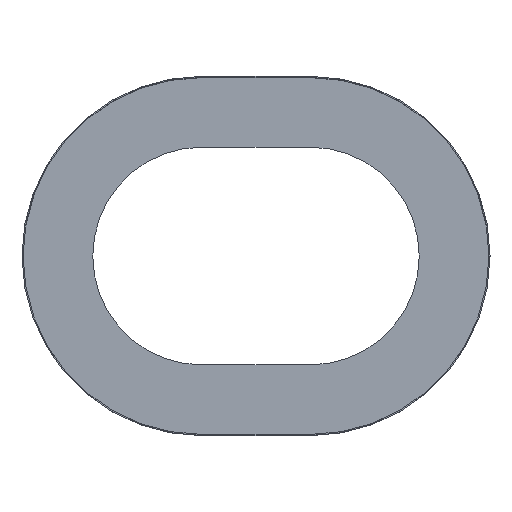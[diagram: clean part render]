
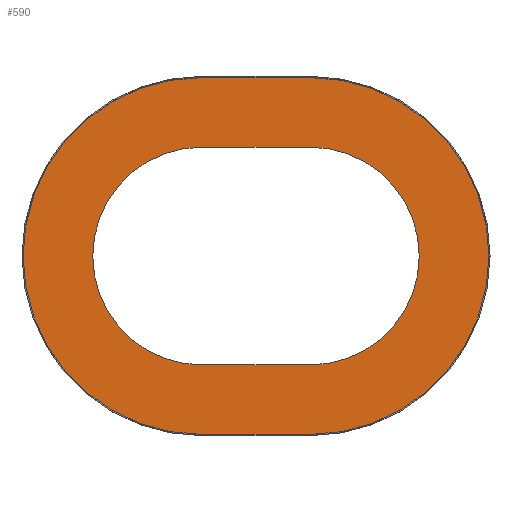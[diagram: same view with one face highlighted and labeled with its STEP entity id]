
A CAD part, top view. The second image highlights one B-rep face of the part: STEP entity #590.
In plain terms, the highlighted planar face has unit normal (0, 0, 1).
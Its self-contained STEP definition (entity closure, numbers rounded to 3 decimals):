
#7 = DIRECTION ( 'NONE',  ( 1., 0., 0. ) ) ;
#19 = AXIS2_PLACEMENT_3D ( 'NONE', #266, #506, #271 ) ;
#25 = CARTESIAN_POINT ( 'NONE',  ( 50., 0., 1. ) ) ;
#30 = CARTESIAN_POINT ( 'NONE',  ( -214., 0., 1. ) ) ;
#57 = DIRECTION ( 'NONE',  ( 0., 0., 1. ) ) ;
#60 = DIRECTION ( 'NONE',  ( 1., 0., 0. ) ) ;
#74 = VERTEX_POINT ( 'NONE', #171 ) ;
#79 = CARTESIAN_POINT ( 'NONE',  ( 50., 0., 1. ) ) ;
#86 = CARTESIAN_POINT ( 'NONE',  ( -50., 0., 1. ) ) ;
#102 = ORIENTED_EDGE ( 'NONE', *, *, #491, .F. ) ;
#118 = CARTESIAN_POINT ( 'NONE',  ( 50., -164., 1. ) ) ;
#123 = CIRCLE ( 'NONE', #664, 164. ) ;
#126 = CARTESIAN_POINT ( 'NONE',  ( 150., 0., 1. ) ) ;
#130 = DIRECTION ( 'NONE',  ( 0., 0., 1. ) ) ;
#134 = AXIS2_PLACEMENT_3D ( 'NONE', #296, #57, #234 ) ;
#137 = DIRECTION ( 'NONE',  ( 0., 0., -1. ) ) ;
#140 = EDGE_CURVE ( 'NONE', #564, #74, #404, .T. ) ;
#143 = VERTEX_POINT ( 'NONE', #525 ) ;
#151 = VERTEX_POINT ( 'NONE', #118 ) ;
#166 = VERTEX_POINT ( 'NONE', #415 ) ;
#171 = CARTESIAN_POINT ( 'NONE',  ( 50., -100., 1. ) ) ;
#178 = LINE ( 'NONE', #254, #275 ) ;
#180 = EDGE_CURVE ( 'NONE', #459, #698, #741, .T. ) ;
#186 = PLANE ( 'NONE',  #581 ) ;
#194 = DIRECTION ( 'NONE',  ( 0., 0., 1. ) ) ;
#216 = ORIENTED_EDGE ( 'NONE', *, *, #140, .F. ) ;
#232 = FACE_BOUND ( 'NONE', #394, .T. ) ;
#234 = DIRECTION ( 'NONE',  ( 1., 0., 0. ) ) ;
#246 = CARTESIAN_POINT ( 'NONE',  ( -50., -100., 1. ) ) ;
#254 = CARTESIAN_POINT ( 'NONE',  ( -50., -164., 1. ) ) ;
#255 = CIRCLE ( 'NONE', #750, 100. ) ;
#266 = CARTESIAN_POINT ( 'NONE',  ( -50., 0., 1. ) ) ;
#271 = DIRECTION ( 'NONE',  ( 1., 0., 0. ) ) ;
#275 = VECTOR ( 'NONE', #560, 1000. ) ;
#278 = ORIENTED_EDGE ( 'NONE', *, *, #740, .F. ) ;
#296 = CARTESIAN_POINT ( 'NONE',  ( -50., 0., 1. ) ) ;
#317 = VERTEX_POINT ( 'NONE', #731 ) ;
#338 = LINE ( 'NONE', #509, #437 ) ;
#351 = EDGE_LOOP ( 'NONE', ( #550, #747, #410, #677, #688 ) ) ;
#361 = FACE_OUTER_BOUND ( 'NONE', #351, .T. ) ;
#362 = CARTESIAN_POINT ( 'NONE',  ( -50., 164., 1. ) ) ;
#366 = EDGE_CURVE ( 'NONE', #74, #614, #255, .T. ) ;
#377 = DIRECTION ( 'NONE',  ( 0., 0., 1. ) ) ;
#384 = CARTESIAN_POINT ( 'NONE',  ( -50., 100., 1. ) ) ;
#394 = EDGE_LOOP ( 'NONE', ( #643, #102, #278, #476, #216 ) ) ;
#404 = LINE ( 'NONE', #480, #718 ) ;
#405 = AXIS2_PLACEMENT_3D ( 'NONE', #79, #137, #558 ) ;
#410 = ORIENTED_EDGE ( 'NONE', *, *, #696, .F. ) ;
#415 = CARTESIAN_POINT ( 'NONE',  ( 50., 164., 1. ) ) ;
#419 = EDGE_CURVE ( 'NONE', #166, #151, #751, .T. ) ;
#422 = LINE ( 'NONE', #362, #730 ) ;
#424 = CARTESIAN_POINT ( 'NONE',  ( -50., 0., 1. ) ) ;
#434 = CIRCLE ( 'NONE', #761, 100. ) ;
#437 = VECTOR ( 'NONE', #636, 1000. ) ;
#459 = VERTEX_POINT ( 'NONE', #30 ) ;
#476 = ORIENTED_EDGE ( 'NONE', *, *, #366, .F. ) ;
#479 = VERTEX_POINT ( 'NONE', #384 ) ;
#480 = CARTESIAN_POINT ( 'NONE',  ( -50., -100., 1. ) ) ;
#491 = EDGE_CURVE ( 'NONE', #143, #479, #338, .T. ) ;
#497 = EDGE_CURVE ( 'NONE', #479, #564, #672, .T. ) ;
#498 = DIRECTION ( 'NONE',  ( 1., 0., 0. ) ) ;
#506 = DIRECTION ( 'NONE',  ( 0., 0., 1. ) ) ;
#509 = CARTESIAN_POINT ( 'NONE',  ( -50., 100., 1. ) ) ;
#525 = CARTESIAN_POINT ( 'NONE',  ( 50., 100., 1. ) ) ;
#539 = DIRECTION ( 'NONE',  ( 1., 0., 0. ) ) ;
#548 = DIRECTION ( 'NONE',  ( 1., 0., 0. ) ) ;
#550 = ORIENTED_EDGE ( 'NONE', *, *, #729, .T. ) ;
#553 = DIRECTION ( 'NONE',  ( 1., 0., 0. ) ) ;
#558 = DIRECTION ( 'NONE',  ( 1., 0., 0. ) ) ;
#560 = DIRECTION ( 'NONE',  ( -1., 0., 0. ) ) ;
#561 = CARTESIAN_POINT ( 'NONE',  ( 50., 0., 1. ) ) ;
#564 = VERTEX_POINT ( 'NONE', #246 ) ;
#581 = AXIS2_PLACEMENT_3D ( 'NONE', #424, #608, #7 ) ;
#590 = ADVANCED_FACE ( 'NONE', ( #232, #361 ), #186, .T. ) ;
#608 = DIRECTION ( 'NONE',  ( 0., 0., 1. ) ) ;
#614 = VERTEX_POINT ( 'NONE', #126 ) ;
#630 = EDGE_CURVE ( 'NONE', #317, #166, #422, .T. ) ;
#636 = DIRECTION ( 'NONE',  ( -1., 0., 0. ) ) ;
#643 = ORIENTED_EDGE ( 'NONE', *, *, #497, .F. ) ;
#664 = AXIS2_PLACEMENT_3D ( 'NONE', #86, #377, #498 ) ;
#672 = CIRCLE ( 'NONE', #19, 100. ) ;
#677 = ORIENTED_EDGE ( 'NONE', *, *, #419, .F. ) ;
#688 = ORIENTED_EDGE ( 'NONE', *, *, #630, .F. ) ;
#689 = CARTESIAN_POINT ( 'NONE',  ( -50., -164., 1. ) ) ;
#696 = EDGE_CURVE ( 'NONE', #151, #698, #178, .T. ) ;
#698 = VERTEX_POINT ( 'NONE', #689 ) ;
#718 = VECTOR ( 'NONE', #60, 1000. ) ;
#729 = EDGE_CURVE ( 'NONE', #317, #459, #123, .T. ) ;
#730 = VECTOR ( 'NONE', #539, 1000. ) ;
#731 = CARTESIAN_POINT ( 'NONE',  ( -50., 164., 1. ) ) ;
#740 = EDGE_CURVE ( 'NONE', #614, #143, #434, .T. ) ;
#741 = CIRCLE ( 'NONE', #134, 164. ) ;
#747 = ORIENTED_EDGE ( 'NONE', *, *, #180, .T. ) ;
#750 = AXIS2_PLACEMENT_3D ( 'NONE', #25, #130, #548 ) ;
#751 = CIRCLE ( 'NONE', #405, 164. ) ;
#761 = AXIS2_PLACEMENT_3D ( 'NONE', #561, #194, #553 ) ;
